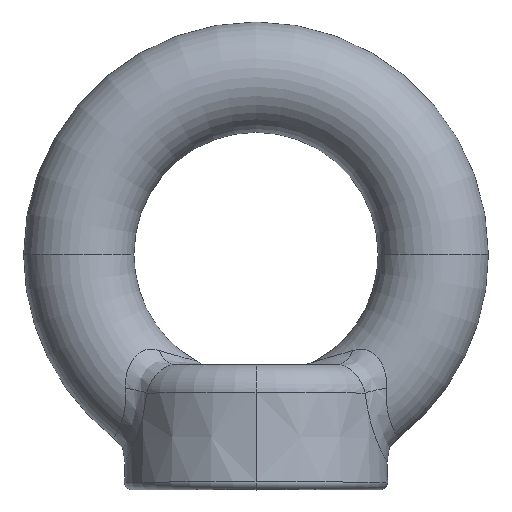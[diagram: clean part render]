
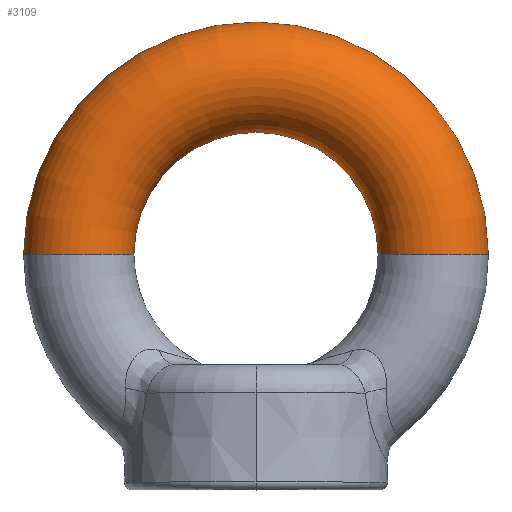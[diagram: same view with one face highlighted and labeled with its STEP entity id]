
A CAD part, top view. The second image highlights one B-rep face of the part: STEP entity #3109.
In plain terms, the highlighted toroidal (fillet/blend) face has major radius 24.1 mm and minor radius 7.5 mm.
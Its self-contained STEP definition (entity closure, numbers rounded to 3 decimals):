
#78 = DIRECTION ( 'NONE',  ( -1., 0., 0. ) ) ;
#344 = VERTEX_POINT ( 'NONE', #9624 ) ;
#365 = CARTESIAN_POINT ( 'NONE',  ( 24.1, 0., 0. ) ) ;
#908 = ORIENTED_EDGE ( 'NONE', *, *, #6695, .T. ) ;
#2875 = AXIS2_PLACEMENT_3D ( 'NONE', #365, #3980, #12247 ) ;
#3109 = ADVANCED_FACE ( 'NONE', ( #17100 ), #18685, .T. ) ;
#3452 = EDGE_CURVE ( 'NONE', #8582, #21021, #3565, .T. ) ;
#3565 = CIRCLE ( 'NONE', #4900, 16.6 ) ;
#3980 = DIRECTION ( 'NONE',  ( 0., -1., 0. ) ) ;
#4400 = ORIENTED_EDGE ( 'NONE', *, *, #3452, .F. ) ;
#4604 = CARTESIAN_POINT ( 'NONE',  ( 16.6, 0., 0. ) ) ;
#4648 = DIRECTION ( 'NONE',  ( 0., 0., 1. ) ) ;
#4900 = AXIS2_PLACEMENT_3D ( 'NONE', #14106, #19046, #19120 ) ;
#5285 = EDGE_CURVE ( 'NONE', #344, #21021, #13127, .T. ) ;
#5992 = CARTESIAN_POINT ( 'NONE',  ( -16.6, 0., 0. ) ) ;
#6330 = DIRECTION ( 'NONE',  ( 1., 0., 0. ) ) ;
#6695 = EDGE_CURVE ( 'NONE', #21458, #344, #16085, .T. ) ;
#6891 = AXIS2_PLACEMENT_3D ( 'NONE', #14806, #4648, #6330 ) ;
#8526 = EDGE_LOOP ( 'NONE', ( #20777, #908, #22009, #4400 ) ) ;
#8582 = VERTEX_POINT ( 'NONE', #4604 ) ;
#9197 = DIRECTION ( 'NONE',  ( 0., 0., 1. ) ) ;
#9251 = DIRECTION ( 'NONE',  ( 1., 0., 0. ) ) ;
#9624 = CARTESIAN_POINT ( 'NONE',  ( -31.6, 0., 0. ) ) ;
#10246 = CARTESIAN_POINT ( 'NONE',  ( -24.1, 0., 0. ) ) ;
#12164 = EDGE_CURVE ( 'NONE', #21458, #8582, #14092, .T. ) ;
#12179 = AXIS2_PLACEMENT_3D ( 'NONE', #17265, #9197, #9251 ) ;
#12247 = DIRECTION ( 'NONE',  ( 0., 0., -1. ) ) ;
#12340 = AXIS2_PLACEMENT_3D ( 'NONE', #10246, #13385, #78 ) ;
#13127 = CIRCLE ( 'NONE', #12340, 7.5 ) ;
#13385 = DIRECTION ( 'NONE',  ( 0., 1., 0. ) ) ;
#14092 = CIRCLE ( 'NONE', #2875, 7.5 ) ;
#14106 = CARTESIAN_POINT ( 'NONE',  ( 0., 0., 0. ) ) ;
#14806 = CARTESIAN_POINT ( 'NONE',  ( 0., 0., 0. ) ) ;
#16085 = CIRCLE ( 'NONE', #6891, 31.6 ) ;
#17100 = FACE_OUTER_BOUND ( 'NONE', #8526, .T. ) ;
#17265 = CARTESIAN_POINT ( 'NONE',  ( 0., 0., 0. ) ) ;
#18685 = TOROIDAL_SURFACE ( 'NONE', #12179, 24.1, 7.5 ) ;
#18794 = CARTESIAN_POINT ( 'NONE',  ( 31.6, 0., 0. ) ) ;
#19046 = DIRECTION ( 'NONE',  ( 0., 0., 1. ) ) ;
#19120 = DIRECTION ( 'NONE',  ( 1., 0., 0. ) ) ;
#20777 = ORIENTED_EDGE ( 'NONE', *, *, #12164, .F. ) ;
#21021 = VERTEX_POINT ( 'NONE', #5992 ) ;
#21458 = VERTEX_POINT ( 'NONE', #18794 ) ;
#22009 = ORIENTED_EDGE ( 'NONE', *, *, #5285, .T. ) ;
